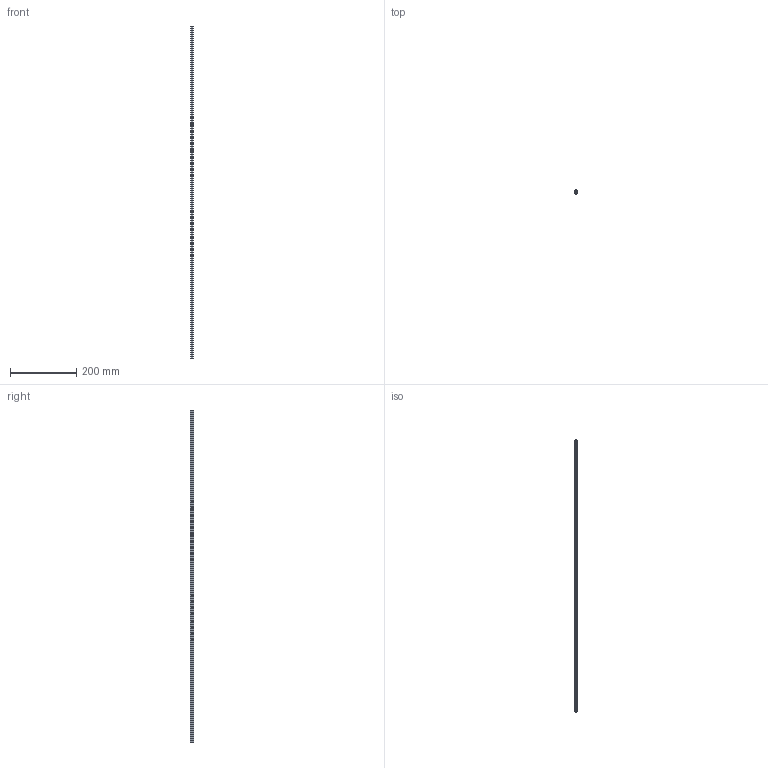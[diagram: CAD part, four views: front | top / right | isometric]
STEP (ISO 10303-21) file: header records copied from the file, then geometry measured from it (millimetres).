
FILE_DESCRIPTION (( 'STEP AP203' ), '1' );
FILE_NAME ('A279 Óïëîòíèòåëü ïàçîâûé, ïàç 8, (ñåðûé).step', '2026-02-25T12:41:22', ( '' ), ( '' ), 'SwSTEP 2.0', 'SolidWorks 2026', '' );
FILE_SCHEMA (( 'CONFIG_CONTROL_DESIGN' ));
Length unit declared in the file: millimetre
Products named in the file (2): A279 Уплотнитель пазовый, паз 8, (серый); A279 Уплотнитель пазовый, паз 8, (серый)_А297, Уплотнитель пазовый, паз 8, (серый), подробная модель
Assembly tree (1 placements, depth 2):
  A279 Уплотнитель пазовый, паз 8, (серый)
    A279 Уплотнитель пазовый, паз 8, (серый)_А297, Уплотнитель пазовый, паз 8, (серый), подробная модель
Bounding box: 8.2 x 10.5 x 1000 mm (x, y, z)
Volume: 25160.8 mm3; surface area: 56677.6 mm2
Topology: 1 solids, 1 shells, 45 faces, 129 edges, 86 vertices
Faces by surface type: cylinder 25, plane 20
Entity records: 1689 total; most frequent: DIRECTION 277, CARTESIAN_POINT 264, ORIENTED_EDGE 258, EDGE_CURVE 129, AXIS2_PLACEMENT_3D 99, VERTEX_POINT 86, LINE 79, VECTOR 79
